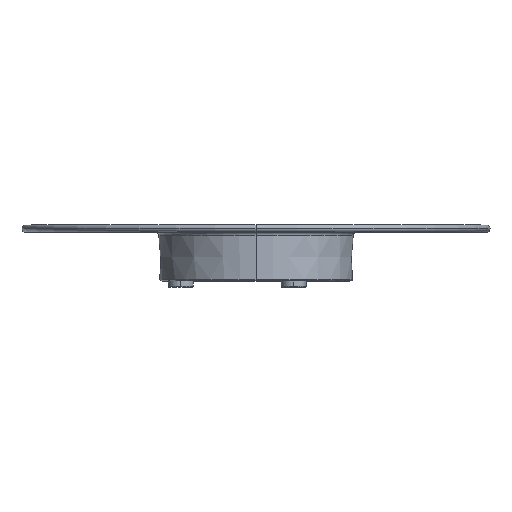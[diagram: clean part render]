
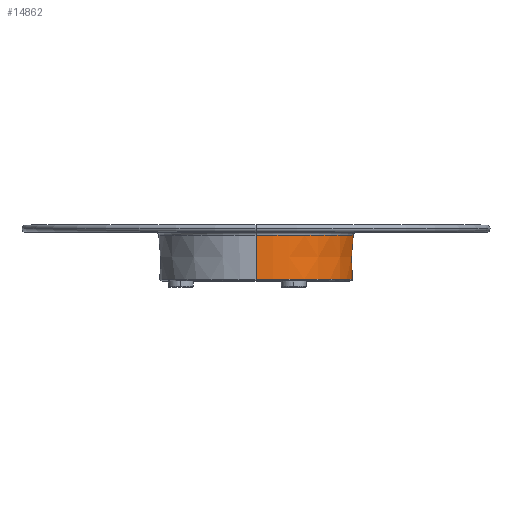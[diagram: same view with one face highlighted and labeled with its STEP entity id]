
A CAD part, top view. The second image highlights one B-rep face of the part: STEP entity #14862.
In plain terms, the highlighted conical face has half-angle 1 degrees and reference radius 47 mm.
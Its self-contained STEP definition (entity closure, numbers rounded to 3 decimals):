
#1565 = VECTOR ( 'NONE', #11131, 1000. ) ;
#2293 = CIRCLE ( 'NONE', #18037, 46.603 ) ;
#3463 = ORIENTED_EDGE ( 'NONE', *, *, #6709, .T. ) ;
#4302 = CARTESIAN_POINT ( 'NONE',  ( 0., 0.737, -46.603 ) ) ;
#4324 = CARTESIAN_POINT ( 'NONE',  ( 0., 0.737, 0. ) ) ;
#5902 = VERTEX_POINT ( 'NONE', #17578 ) ;
#6388 = DIRECTION ( 'NONE',  ( 0., 0., -1. ) ) ;
#6709 = EDGE_CURVE ( 'NONE', #10209, #5902, #24755, .T. ) ;
#6868 = DIRECTION ( 'NONE',  ( 0., 1., 0. ) ) ;
#7105 = FACE_OUTER_BOUND ( 'NONE', #10191, .T. ) ;
#8763 = CARTESIAN_POINT ( 'NONE',  ( 0., 23.5, 0. ) ) ;
#8937 = AXIS2_PLACEMENT_3D ( 'NONE', #9084, #23409, #11154 ) ;
#9084 = CARTESIAN_POINT ( 'NONE',  ( 0., 22.026, 0. ) ) ;
#9424 = CARTESIAN_POINT ( 'NONE',  ( 0., 0.737, 46.603 ) ) ;
#10191 = EDGE_LOOP ( 'NONE', ( #15021, #19673, #3463, #18091 ) ) ;
#10209 = VERTEX_POINT ( 'NONE', #25687 ) ;
#11131 = DIRECTION ( 'NONE',  ( 0., 1., -0.017 ) ) ;
#11154 = DIRECTION ( 'NONE',  ( 0., 0., 1. ) ) ;
#11961 = CONICAL_SURFACE ( 'NONE', #23344, 47., 0.017 ) ;
#12574 = VERTEX_POINT ( 'NONE', #4302 ) ;
#13836 = LINE ( 'NONE', #17482, #1565 ) ;
#13852 = EDGE_CURVE ( 'NONE', #19573, #12574, #2293, .T. ) ;
#14862 = ADVANCED_FACE ( 'NONE', ( #7105 ), #11961, .T. ) ;
#15021 = ORIENTED_EDGE ( 'NONE', *, *, #13852, .T. ) ;
#15450 = DIRECTION ( 'NONE',  ( 0., 1., 0.017 ) ) ;
#17018 = EDGE_CURVE ( 'NONE', #12574, #10209, #13836, .T. ) ;
#17409 = CARTESIAN_POINT ( 'NONE',  ( 0., 23.5, 47. ) ) ;
#17482 = CARTESIAN_POINT ( 'NONE',  ( 0., 23.5, -47. ) ) ;
#17578 = CARTESIAN_POINT ( 'NONE',  ( 0., 22.026, 46.974 ) ) ;
#18037 = AXIS2_PLACEMENT_3D ( 'NONE', #4324, #18683, #6388 ) ;
#18091 = ORIENTED_EDGE ( 'NONE', *, *, #23056, .F. ) ;
#18683 = DIRECTION ( 'NONE',  ( 0., 1., 0. ) ) ;
#19573 = VERTEX_POINT ( 'NONE', #9424 ) ;
#19673 = ORIENTED_EDGE ( 'NONE', *, *, #17018, .T. ) ;
#20637 = VECTOR ( 'NONE', #15450, 1000. ) ;
#21188 = DIRECTION ( 'NONE',  ( 0., 0., 1. ) ) ;
#23056 = EDGE_CURVE ( 'NONE', #19573, #5902, #26082, .T. ) ;
#23344 = AXIS2_PLACEMENT_3D ( 'NONE', #8763, #6868, #21188 ) ;
#23409 = DIRECTION ( 'NONE',  ( 0., -1., 0. ) ) ;
#24755 = CIRCLE ( 'NONE', #8937, 46.974 ) ;
#25687 = CARTESIAN_POINT ( 'NONE',  ( 0., 22.026, -46.974 ) ) ;
#26082 = LINE ( 'NONE', #17409, #20637 ) ;
